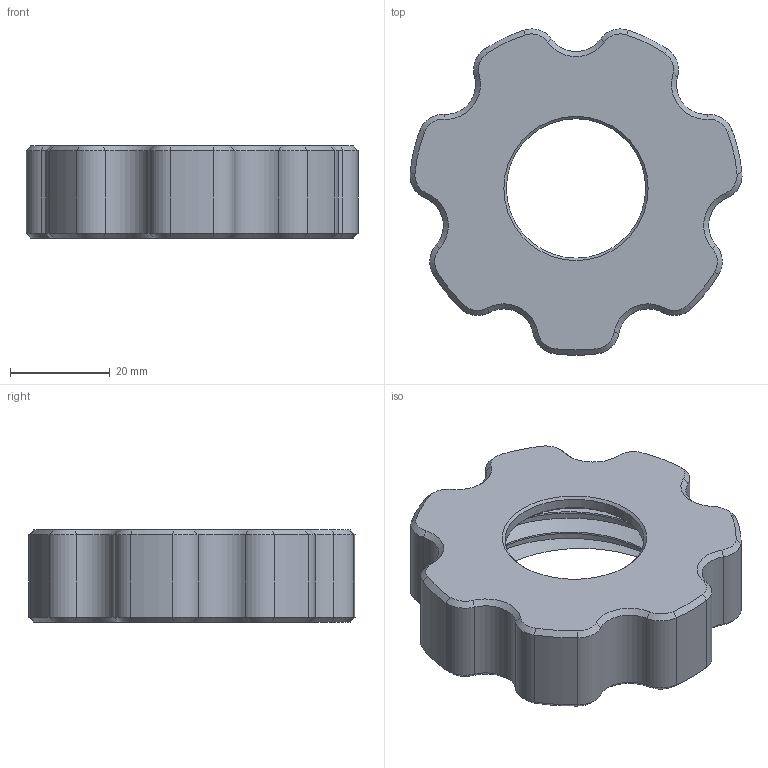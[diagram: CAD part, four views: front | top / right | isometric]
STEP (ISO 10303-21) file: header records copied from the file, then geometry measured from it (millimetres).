
FILE_DESCRIPTION(/* description */ (''),/* implementation_level */ '2;1');
FILE_NAME(/* name */ 'cap.step',/* time_stamp */ '2025-09-30T22:13:38-04:00',/* author */ (''),/* organization */ (''),/* preprocessor_version */ 'ST-DEVELOPER v20.1',/* originating_system */ 'Autodesk Translation Framework v14.17.0.0',/* authorisation */ '');
FILE_SCHEMA (('AUTOMOTIVE_DESIGN { 1 0 10303 214 3 1 1 }'));
Length unit declared in the file: millimetre
Products named in the file (1): cap
Bounding box: 66.73 x 65.54 x 18.5 mm (x, y, z)
Volume: 28869.4 mm3; surface area: 12821.3 mm2
Topology: 1 solids, 1 shells, 98 faces, 227 edges, 132 vertices
Faces by surface type: cone 58, cylinder 34, plane 3, bspline 3
Full cylindrical faces by diameter (mm): 28 x1, 48.529 x3
Entity records: 4497 total; most frequent: CARTESIAN_POINT 2195, DIRECTION 521, ORIENTED_EDGE 454, EDGE_CURVE 227, AXIS2_PLACEMENT_3D 215, VERTEX_POINT 132, CIRCLE 119, EDGE_LOOP 101
